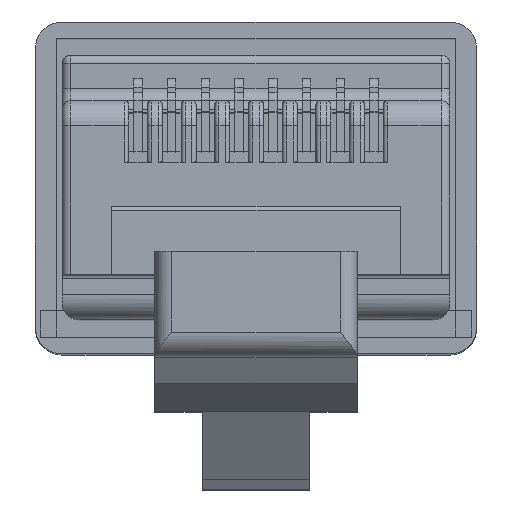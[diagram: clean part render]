
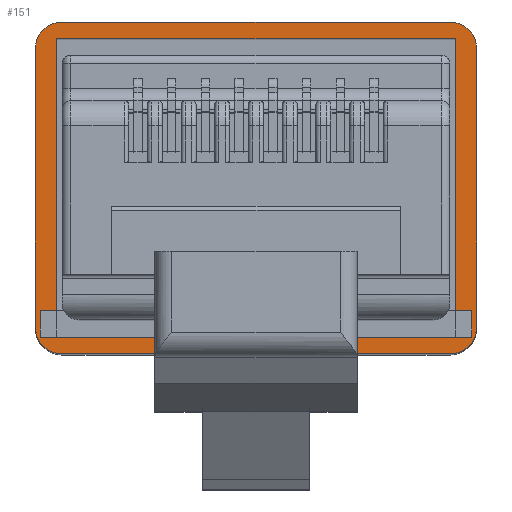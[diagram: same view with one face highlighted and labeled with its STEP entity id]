
A CAD part, top view. The second image highlights one B-rep face of the part: STEP entity #151.
In plain terms, the highlighted planar face has unit normal (0, 0, 1).
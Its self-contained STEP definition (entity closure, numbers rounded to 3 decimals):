
#37 = VERTEX_POINT('',#38);
#38 = CARTESIAN_POINT('',(6.,-3.7,19.5));
#46 = EDGE_CURVE('',#47,#37,#49,.T.);
#47 = VERTEX_POINT('',#48);
#48 = CARTESIAN_POINT('',(6.,4.5,19.5));
#49 = LINE('',#50,#51);
#50 = CARTESIAN_POINT('',(6.,4.5,19.5));
#51 = VECTOR('',#52,1.);
#52 = DIRECTION('',(0.,-1.,0.));
#110 = VERTEX_POINT('',#111);
#111 = CARTESIAN_POINT('',(-6.,-3.7,19.5));
#151 = ADVANCED_FACE('',(#152,#222),#293,.F.);
#152 = FACE_BOUND('',#153,.F.);
#153 = EDGE_LOOP('',(#154,#164,#173,#181,#190,#198,#207,#215));
#154 = ORIENTED_EDGE('',*,*,#155,.T.);
#155 = EDGE_CURVE('',#156,#158,#160,.T.);
#156 = VERTEX_POINT('',#157);
#157 = CARTESIAN_POINT('',(-5.85,5.,19.5));
#158 = VERTEX_POINT('',#159);
#159 = CARTESIAN_POINT('',(5.85,5.,19.5));
#160 = LINE('',#161,#162);
#161 = CARTESIAN_POINT('',(-6.65,5.,19.5));
#162 = VECTOR('',#163,1.);
#163 = DIRECTION('',(1.,0.,0.));
#164 = ORIENTED_EDGE('',*,*,#165,.T.);
#165 = EDGE_CURVE('',#158,#166,#168,.T.);
#166 = VERTEX_POINT('',#167);
#167 = CARTESIAN_POINT('',(6.65,4.2,19.5));
#168 = CIRCLE('',#169,0.8);
#169 = AXIS2_PLACEMENT_3D('',#170,#171,#172);
#170 = CARTESIAN_POINT('',(5.85,4.2,19.5));
#171 = DIRECTION('',(0.,0.,-1.));
#172 = DIRECTION('',(0.,1.,0.));
#173 = ORIENTED_EDGE('',*,*,#174,.T.);
#174 = EDGE_CURVE('',#166,#175,#177,.T.);
#175 = VERTEX_POINT('',#176);
#176 = CARTESIAN_POINT('',(6.65,-4.2,19.5));
#177 = LINE('',#178,#179);
#178 = CARTESIAN_POINT('',(6.65,5.,19.5));
#179 = VECTOR('',#180,1.);
#180 = DIRECTION('',(0.,-1.,0.));
#181 = ORIENTED_EDGE('',*,*,#182,.F.);
#182 = EDGE_CURVE('',#183,#175,#185,.T.);
#183 = VERTEX_POINT('',#184);
#184 = CARTESIAN_POINT('',(5.85,-5.,19.5));
#185 = CIRCLE('',#186,0.8);
#186 = AXIS2_PLACEMENT_3D('',#187,#188,#189);
#187 = CARTESIAN_POINT('',(5.85,-4.2,19.5));
#188 = DIRECTION('',(-0.,0.,1.));
#189 = DIRECTION('',(0.,-1.,0.));
#190 = ORIENTED_EDGE('',*,*,#191,.T.);
#191 = EDGE_CURVE('',#183,#192,#194,.T.);
#192 = VERTEX_POINT('',#193);
#193 = CARTESIAN_POINT('',(-5.85,-5.,19.5));
#194 = LINE('',#195,#196);
#195 = CARTESIAN_POINT('',(6.65,-5.,19.5));
#196 = VECTOR('',#197,1.);
#197 = DIRECTION('',(-1.,0.,0.));
#198 = ORIENTED_EDGE('',*,*,#199,.F.);
#199 = EDGE_CURVE('',#200,#192,#202,.T.);
#200 = VERTEX_POINT('',#201);
#201 = CARTESIAN_POINT('',(-6.65,-4.2,19.5));
#202 = CIRCLE('',#203,0.8);
#203 = AXIS2_PLACEMENT_3D('',#204,#205,#206);
#204 = CARTESIAN_POINT('',(-5.85,-4.2,19.5));
#205 = DIRECTION('',(0.,-0.,1.));
#206 = DIRECTION('',(0.,1.,0.));
#207 = ORIENTED_EDGE('',*,*,#208,.T.);
#208 = EDGE_CURVE('',#200,#209,#211,.T.);
#209 = VERTEX_POINT('',#210);
#210 = CARTESIAN_POINT('',(-6.65,4.2,19.5));
#211 = LINE('',#212,#213);
#212 = CARTESIAN_POINT('',(-6.65,-5.,19.5));
#213 = VECTOR('',#214,1.);
#214 = DIRECTION('',(0.,1.,0.));
#215 = ORIENTED_EDGE('',*,*,#216,.T.);
#216 = EDGE_CURVE('',#209,#156,#217,.T.);
#217 = CIRCLE('',#218,0.8);
#218 = AXIS2_PLACEMENT_3D('',#219,#220,#221);
#219 = CARTESIAN_POINT('',(-5.85,4.2,19.5));
#220 = DIRECTION('',(-0.,-0.,-1.));
#221 = DIRECTION('',(0.,-1.,0.));
#222 = FACE_BOUND('',#223,.F.);
#223 = EDGE_LOOP('',(#224,#232,#238,#246,#254,#262,#270,#278,#286,#292)
  );
#224 = ORIENTED_EDGE('',*,*,#225,.F.);
#225 = EDGE_CURVE('',#226,#47,#228,.T.);
#226 = VERTEX_POINT('',#227);
#227 = CARTESIAN_POINT('',(-6.,4.5,19.5));
#228 = LINE('',#229,#230);
#229 = CARTESIAN_POINT('',(-6.,4.5,19.5));
#230 = VECTOR('',#231,1.);
#231 = DIRECTION('',(1.,0.,0.));
#232 = ORIENTED_EDGE('',*,*,#233,.F.);
#233 = EDGE_CURVE('',#110,#226,#234,.T.);
#234 = LINE('',#235,#236);
#235 = CARTESIAN_POINT('',(-6.,-4.5,19.5));
#236 = VECTOR('',#237,1.);
#237 = DIRECTION('',(0.,1.,0.));
#238 = ORIENTED_EDGE('',*,*,#239,.F.);
#239 = EDGE_CURVE('',#240,#110,#242,.T.);
#240 = VERTEX_POINT('',#241);
#241 = CARTESIAN_POINT('',(-6.5,-3.7,19.5));
#242 = LINE('',#243,#244);
#243 = CARTESIAN_POINT('',(-6.5,-3.7,19.5));
#244 = VECTOR('',#245,1.);
#245 = DIRECTION('',(1.,0.,0.));
#246 = ORIENTED_EDGE('',*,*,#247,.F.);
#247 = EDGE_CURVE('',#248,#240,#250,.T.);
#248 = VERTEX_POINT('',#249);
#249 = CARTESIAN_POINT('',(-6.5,-4.5,19.5));
#250 = LINE('',#251,#252);
#251 = CARTESIAN_POINT('',(-6.5,-4.5,19.5));
#252 = VECTOR('',#253,1.);
#253 = DIRECTION('',(0.,1.,0.));
#254 = ORIENTED_EDGE('',*,*,#255,.T.);
#255 = EDGE_CURVE('',#248,#256,#258,.T.);
#256 = VERTEX_POINT('',#257);
#257 = CARTESIAN_POINT('',(-6.,-4.5,19.5));
#258 = LINE('',#259,#260);
#259 = CARTESIAN_POINT('',(-6.5,-4.5,19.5));
#260 = VECTOR('',#261,1.);
#261 = DIRECTION('',(1.,0.,0.));
#262 = ORIENTED_EDGE('',*,*,#263,.F.);
#263 = EDGE_CURVE('',#264,#256,#266,.T.);
#264 = VERTEX_POINT('',#265);
#265 = CARTESIAN_POINT('',(6.,-4.5,19.5));
#266 = LINE('',#267,#268);
#267 = CARTESIAN_POINT('',(6.,-4.5,19.5));
#268 = VECTOR('',#269,1.);
#269 = DIRECTION('',(-1.,0.,0.));
#270 = ORIENTED_EDGE('',*,*,#271,.T.);
#271 = EDGE_CURVE('',#264,#272,#274,.T.);
#272 = VERTEX_POINT('',#273);
#273 = CARTESIAN_POINT('',(6.5,-4.5,19.5));
#274 = LINE('',#275,#276);
#275 = CARTESIAN_POINT('',(-6.5,-4.5,19.5));
#276 = VECTOR('',#277,1.);
#277 = DIRECTION('',(1.,0.,0.));
#278 = ORIENTED_EDGE('',*,*,#279,.T.);
#279 = EDGE_CURVE('',#272,#280,#282,.T.);
#280 = VERTEX_POINT('',#281);
#281 = CARTESIAN_POINT('',(6.5,-3.7,19.5));
#282 = LINE('',#283,#284);
#283 = CARTESIAN_POINT('',(6.5,-4.5,19.5));
#284 = VECTOR('',#285,1.);
#285 = DIRECTION('',(0.,1.,0.));
#286 = ORIENTED_EDGE('',*,*,#287,.F.);
#287 = EDGE_CURVE('',#37,#280,#288,.T.);
#288 = LINE('',#289,#290);
#289 = CARTESIAN_POINT('',(-6.5,-3.7,19.5));
#290 = VECTOR('',#291,1.);
#291 = DIRECTION('',(1.,0.,0.));
#292 = ORIENTED_EDGE('',*,*,#46,.F.);
#293 = PLANE('',#294);
#294 = AXIS2_PLACEMENT_3D('',#295,#296,#297);
#295 = CARTESIAN_POINT('',(0.,0.,19.5));
#296 = DIRECTION('',(-0.,-0.,-1.));
#297 = DIRECTION('',(-1.,0.,0.));
